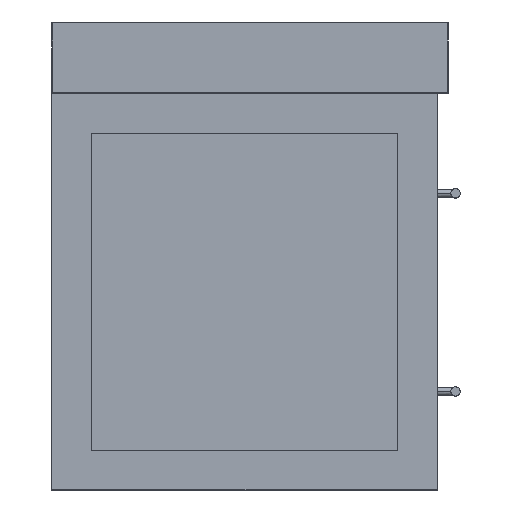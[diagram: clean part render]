
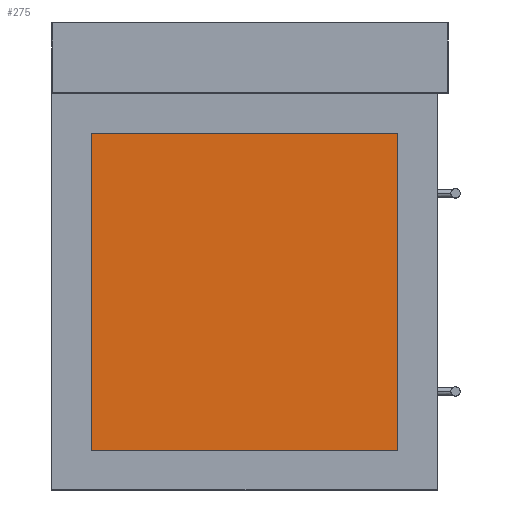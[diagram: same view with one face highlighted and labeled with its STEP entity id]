
A CAD part, left-side view. The second image highlights one B-rep face of the part: STEP entity #275.
In plain terms, the highlighted planar face has unit normal (-1, 0, 0).
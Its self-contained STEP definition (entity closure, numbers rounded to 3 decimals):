
#275=ADVANCED_FACE('',(#394),#1612,.T.);
#394=FACE_OUTER_BOUND('',#512,.T.);
#512=EDGE_LOOP('',(#840,#841,#842,#843));
#840=ORIENTED_EDGE('',*,*,#1147,.T.);
#841=ORIENTED_EDGE('',*,*,#1153,.T.);
#842=ORIENTED_EDGE('',*,*,#1151,.T.);
#843=ORIENTED_EDGE('',*,*,#1149,.T.);
#1147=EDGE_CURVE('',#1509,#1508,#1358,.T.);
#1149=EDGE_CURVE('',#1510,#1509,#1360,.T.);
#1151=EDGE_CURVE('',#1511,#1510,#1362,.T.);
#1153=EDGE_CURVE('',#1508,#1511,#1364,.T.);
#1358=B_SPLINE_CURVE_WITH_KNOTS('',1,(#2548,#2549),.UNSPECIFIED.,.F.,.F.,
(2,2),(-386.,0.),.UNSPECIFIED.);
#1360=B_SPLINE_CURVE_WITH_KNOTS('',1,(#2552,#2553),.UNSPECIFIED.,.F.,.F.,
(2,2),(-400.,0.),.UNSPECIFIED.);
#1362=B_SPLINE_CURVE_WITH_KNOTS('',1,(#2556,#2557),.UNSPECIFIED.,.F.,.F.,
(2,2),(-386.,0.),.UNSPECIFIED.);
#1364=B_SPLINE_CURVE_WITH_KNOTS('',1,(#2560,#2561),.UNSPECIFIED.,.F.,.F.,
(2,2),(-400.,0.),.UNSPECIFIED.);
#1508=VERTEX_POINT('',#2510);
#1509=VERTEX_POINT('',#2511);
#1510=VERTEX_POINT('',#2512);
#1511=VERTEX_POINT('',#2513);
#1612=PLANE('',#1876);
#1876=AXIS2_PLACEMENT_3D('',#2497,#1998,$);
#1998=DIRECTION('',(-1.,0.,0.));
#2497=CARTESIAN_POINT('',(-591.,240.,11.4));
#2510=CARTESIAN_POINT('',(-591.,200.,50.));
#2511=CARTESIAN_POINT('',(-591.,200.,436.));
#2512=CARTESIAN_POINT('',(-591.,-200.,436.));
#2513=CARTESIAN_POINT('',(-591.,-200.,50.));
#2548=CARTESIAN_POINT('',(-591.,200.,436.));
#2549=CARTESIAN_POINT('',(-591.,200.,50.));
#2552=CARTESIAN_POINT('',(-591.,-200.,436.));
#2553=CARTESIAN_POINT('',(-591.,200.,436.));
#2556=CARTESIAN_POINT('',(-591.,-200.,50.));
#2557=CARTESIAN_POINT('',(-591.,-200.,436.));
#2560=CARTESIAN_POINT('',(-591.,200.,50.));
#2561=CARTESIAN_POINT('',(-591.,-200.,50.));
